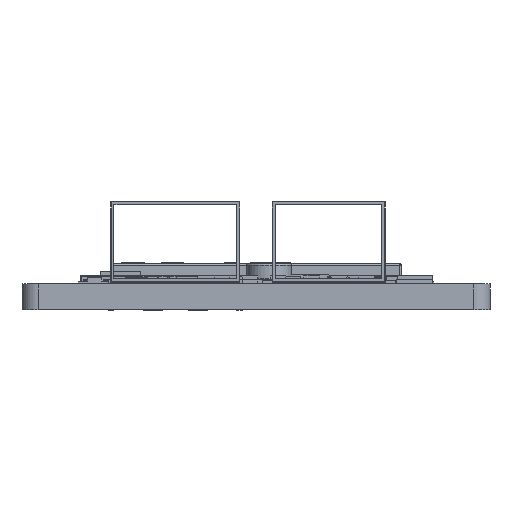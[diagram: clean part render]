
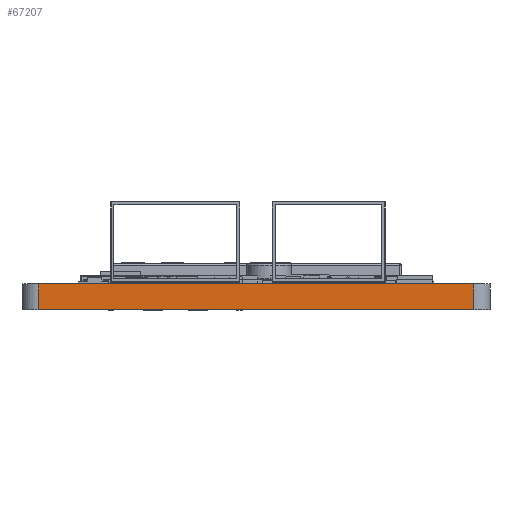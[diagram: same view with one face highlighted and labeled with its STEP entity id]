
A CAD part, front view. The second image highlights one B-rep face of the part: STEP entity #67207.
In plain terms, the highlighted planar face has unit normal (0, -1, 0).
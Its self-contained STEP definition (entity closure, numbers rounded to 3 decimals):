
#12504 = DIRECTION ( 'NONE',  ( 0., 1., 0. ) ) ;
#13914 = VERTEX_POINT ( 'NONE', #102169 ) ;
#30743 = VERTEX_POINT ( 'NONE', #48617 ) ;
#32865 = LINE ( 'NONE', #166212, #100726 ) ;
#48617 = CARTESIAN_POINT ( 'NONE',  ( -13.5, -29., -0.8 ) ) ;
#50346 = EDGE_CURVE ( 'NONE', #13914, #128704, #32865, .T. ) ;
#52167 = PLANE ( 'NONE',  #154226 ) ;
#54062 = EDGE_CURVE ( 'NONE', #30743, #13914, #112820, .T. ) ;
#56882 = VECTOR ( 'NONE', #172790, 1000. ) ;
#60000 = CARTESIAN_POINT ( 'NONE',  ( -14.5, -29., 0.8 ) ) ;
#67207 = ADVANCED_FACE ( 'NONE', ( #135258 ), #52167, .F. ) ;
#76022 = EDGE_LOOP ( 'NONE', ( #97664, #175984, #147850, #133172 ) ) ;
#82643 = EDGE_CURVE ( 'NONE', #139148, #128704, #169698, .T. ) ;
#84968 = DIRECTION ( 'NONE',  ( 0., 0., 1. ) ) ;
#87213 = DIRECTION ( 'NONE',  ( 1., 0., 0. ) ) ;
#87360 = CARTESIAN_POINT ( 'NONE',  ( 13.5, -29., 0.8 ) ) ;
#91640 = CARTESIAN_POINT ( 'NONE',  ( -13.5, -29., 0.8 ) ) ;
#93786 = CARTESIAN_POINT ( 'NONE',  ( -14.5, -29., 0.8 ) ) ;
#94421 = CARTESIAN_POINT ( 'NONE',  ( -14.5, -29., -0.8 ) ) ;
#97230 = LINE ( 'NONE', #91640, #56882 ) ;
#97615 = VECTOR ( 'NONE', #87213, 1000. ) ;
#97664 = ORIENTED_EDGE ( 'NONE', *, *, #54062, .T. ) ;
#100726 = VECTOR ( 'NONE', #84968, 1000. ) ;
#102169 = CARTESIAN_POINT ( 'NONE',  ( 13.5, -29., -0.8 ) ) ;
#107375 = DIRECTION ( 'NONE',  ( 0., 0., 1. ) ) ;
#112820 = LINE ( 'NONE', #94421, #148840 ) ;
#123439 = EDGE_CURVE ( 'NONE', #139148, #30743, #97230, .T. ) ;
#128704 = VERTEX_POINT ( 'NONE', #87360 ) ;
#133172 = ORIENTED_EDGE ( 'NONE', *, *, #123439, .T. ) ;
#135258 = FACE_OUTER_BOUND ( 'NONE', #76022, .T. ) ;
#139148 = VERTEX_POINT ( 'NONE', #175457 ) ;
#147850 = ORIENTED_EDGE ( 'NONE', *, *, #82643, .F. ) ;
#148840 = VECTOR ( 'NONE', #175558, 1000. ) ;
#154226 = AXIS2_PLACEMENT_3D ( 'NONE', #93786, #12504, #107375 ) ;
#166212 = CARTESIAN_POINT ( 'NONE',  ( 13.5, -29., 0.8 ) ) ;
#169698 = LINE ( 'NONE', #60000, #97615 ) ;
#172790 = DIRECTION ( 'NONE',  ( 0., 0., -1. ) ) ;
#175457 = CARTESIAN_POINT ( 'NONE',  ( -13.5, -29., 0.8 ) ) ;
#175558 = DIRECTION ( 'NONE',  ( 1., 0., 0. ) ) ;
#175984 = ORIENTED_EDGE ( 'NONE', *, *, #50346, .T. ) ;
